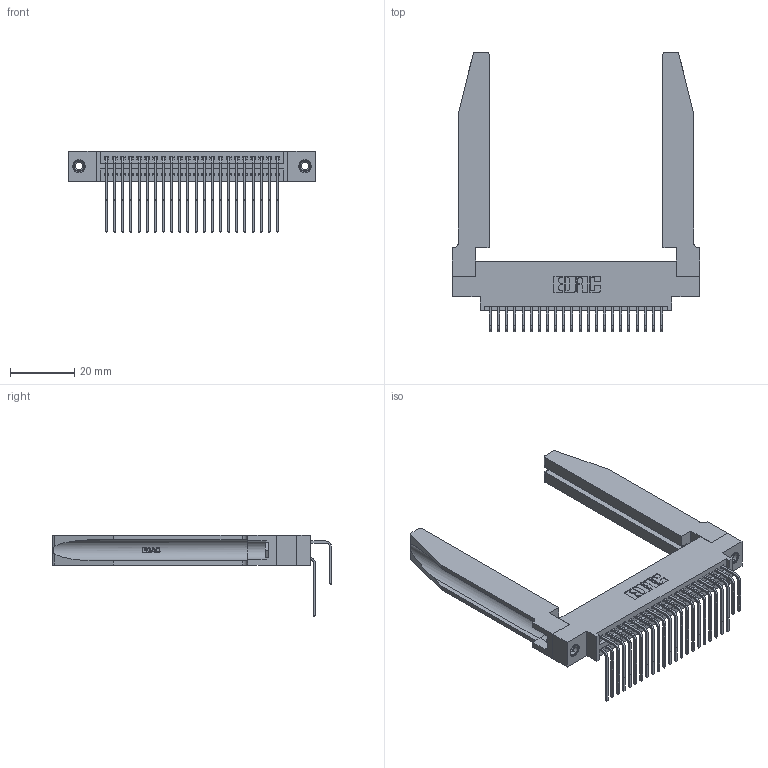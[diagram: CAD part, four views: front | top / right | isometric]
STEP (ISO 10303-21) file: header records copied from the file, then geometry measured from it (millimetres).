
FILE_DESCRIPTION (( 'STEP AP203' ), '1' );
FILE_NAME ('345-044-558-878.STEP', '2019-10-29T00:42:01', ( '' ), ( '' ), 'SwSTEP 2.0', 'SolidWorks 2016', '' );
FILE_SCHEMA (( 'CONFIG_CONTROL_DESIGN' ));
Length unit declared in the file: inch
Products named in the file (6): 345-250-001_345-250-001-102; 345-220-078_345-220-078; 345-292-001_558 Tail - 2; 345 Part_0.170 Offset - 0.156 Dia-TH; 345-044-558-878; 345-292-001_558 559 Tail - 1
Assembly tree (49 placements, depth 2):
  345-044-558-878
    345 Part_0.170 Offset - 0.156 Dia-TH
    345-292-001_558 559 Tail - 1  x22
    345-292-001_558 Tail - 2  x22
    345-250-001_345-250-001-102  x2
    345-220-078_345-220-078  x2
Bounding box: 77.11 x 87.11 x 25.53 mm (x, y, z)
Volume: 15216.2 mm3; surface area: 18794.2 mm2
Topology: 49 solids, 49 shells, 2652 faces, 7781 edges, 5118 vertices
Faces by surface type: plane 1766, cylinder 834, bspline 36, cone 12, torus 4
Entity records: 26478 total; most frequent: CARTESIAN_POINT 5422, ORIENTED_EDGE 4202, DIRECTION 3771, EDGE_CURVE 2101, VECTOR 1747, LINE 1747, VERTEX_POINT 1392, AXIS2_PLACEMENT_3D 1012
